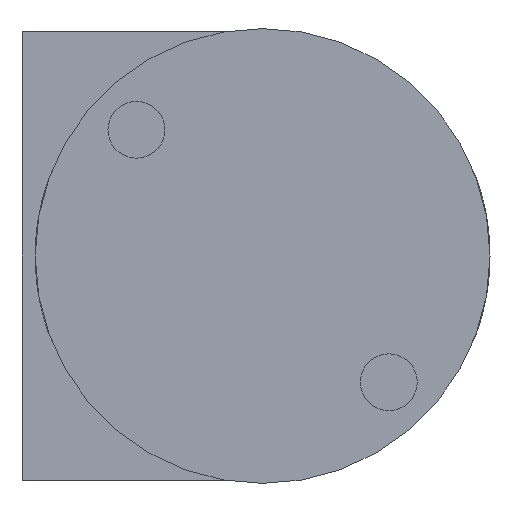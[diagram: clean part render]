
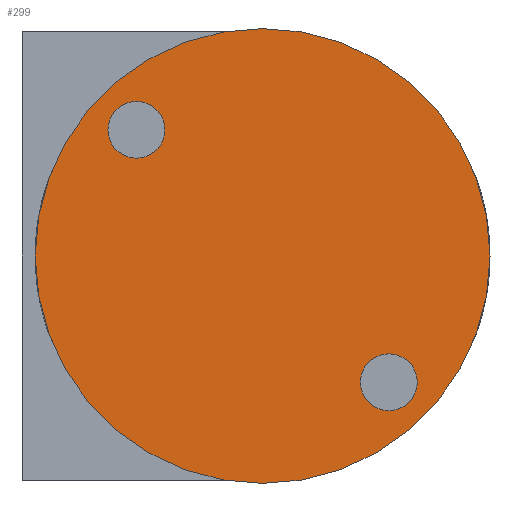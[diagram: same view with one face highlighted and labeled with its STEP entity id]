
A CAD part, front view. The second image highlights one B-rep face of the part: STEP entity #299.
In plain terms, the highlighted planar face has unit normal (0, -1, 0).
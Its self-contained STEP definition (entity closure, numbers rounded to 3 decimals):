
#5 = EDGE_CURVE ( 'NONE', #1320, #1867, #655, .T. ) ;
#30 = EDGE_CURVE ( 'NONE', #1867, #1320, #1120, .T. ) ;
#85 = EDGE_CURVE ( 'NONE', #593, #443, #1386, .T. ) ;
#154 = ORIENTED_EDGE ( 'NONE', *, *, #1287, .F. ) ;
#299 = ADVANCED_FACE ( 'NONE', ( #1679, #1059, #915 ), #572, .F. ) ;
#343 = DIRECTION ( 'NONE',  ( 0., 0., 1. ) ) ;
#366 = CARTESIAN_POINT ( 'NONE',  ( 11.1, -23.35, -8.6 ) ) ;
#380 = CARTESIAN_POINT ( 'NONE',  ( -11.1, -23.35, 13.6 ) ) ;
#413 = DIRECTION ( 'NONE',  ( 0., 0., -1. ) ) ;
#443 = VERTEX_POINT ( 'NONE', #965 ) ;
#493 = DIRECTION ( 'NONE',  ( 0., -1., 0. ) ) ;
#513 = CIRCLE ( 'NONE', #1114, 20. ) ;
#514 = EDGE_CURVE ( 'NONE', #1811, #1258, #513, .T. ) ;
#541 = EDGE_LOOP ( 'NONE', ( #872, #871 ) ) ;
#567 = DIRECTION ( 'NONE',  ( 0., -1., 0. ) ) ;
#572 = PLANE ( 'NONE',  #920 ) ;
#593 = VERTEX_POINT ( 'NONE', #380 ) ;
#651 = CARTESIAN_POINT ( 'NONE',  ( 0., -23.35, -20. ) ) ;
#655 = CIRCLE ( 'NONE', #1717, 2.5 ) ;
#682 = CARTESIAN_POINT ( 'NONE',  ( 11.1, -23.35, -11.1 ) ) ;
#693 = CARTESIAN_POINT ( 'NONE',  ( 11.1, -23.35, -13.6 ) ) ;
#720 = CARTESIAN_POINT ( 'NONE',  ( -11.1, -23.35, 11.1 ) ) ;
#774 = ORIENTED_EDGE ( 'NONE', *, *, #85, .F. ) ;
#857 = DIRECTION ( 'NONE',  ( 0., 1., 0. ) ) ;
#871 = ORIENTED_EDGE ( 'NONE', *, *, #5, .F. ) ;
#872 = ORIENTED_EDGE ( 'NONE', *, *, #30, .F. ) ;
#915 = FACE_OUTER_BOUND ( 'NONE', #1829, .T. ) ;
#920 = AXIS2_PLACEMENT_3D ( 'NONE', #1232, #2027, #1072 ) ;
#965 = CARTESIAN_POINT ( 'NONE',  ( -11.1, -23.35, 8.6 ) ) ;
#990 = DIRECTION ( 'NONE',  ( 0., 0., 1. ) ) ;
#1059 = FACE_BOUND ( 'NONE', #541, .T. ) ;
#1072 = DIRECTION ( 'NONE',  ( 0., 0., 1. ) ) ;
#1101 = AXIS2_PLACEMENT_3D ( 'NONE', #1119, #1755, #1595 ) ;
#1114 = AXIS2_PLACEMENT_3D ( 'NONE', #1481, #857, #990 ) ;
#1119 = CARTESIAN_POINT ( 'NONE',  ( 0., -23.35, 0. ) ) ;
#1120 = CIRCLE ( 'NONE', #1816, 2.5 ) ;
#1129 = DIRECTION ( 'NONE',  ( 0., -1., 0. ) ) ;
#1146 = AXIS2_PLACEMENT_3D ( 'NONE', #720, #567, #413 ) ;
#1232 = CARTESIAN_POINT ( 'NONE',  ( 0., -23.35, 0. ) ) ;
#1258 = VERTEX_POINT ( 'NONE', #2043 ) ;
#1286 = EDGE_CURVE ( 'NONE', #443, #593, #1369, .T. ) ;
#1287 = EDGE_CURVE ( 'NONE', #1258, #1811, #1700, .T. ) ;
#1320 = VERTEX_POINT ( 'NONE', #366 ) ;
#1363 = ORIENTED_EDGE ( 'NONE', *, *, #1286, .F. ) ;
#1369 = CIRCLE ( 'NONE', #1631, 2.5 ) ;
#1386 = CIRCLE ( 'NONE', #1146, 2.5 ) ;
#1422 = DIRECTION ( 'NONE',  ( 0., 0., -1. ) ) ;
#1480 = DIRECTION ( 'NONE',  ( 0., 0., 1. ) ) ;
#1481 = CARTESIAN_POINT ( 'NONE',  ( 0., -23.35, 0. ) ) ;
#1538 = ORIENTED_EDGE ( 'NONE', *, *, #514, .F. ) ;
#1577 = CARTESIAN_POINT ( 'NONE',  ( -11.1, -23.35, 11.1 ) ) ;
#1595 = DIRECTION ( 'NONE',  ( 0., 0., 1. ) ) ;
#1606 = CARTESIAN_POINT ( 'NONE',  ( 11.1, -23.35, -11.1 ) ) ;
#1617 = DIRECTION ( 'NONE',  ( 0., -1., 0. ) ) ;
#1631 = AXIS2_PLACEMENT_3D ( 'NONE', #1577, #493, #1422 ) ;
#1679 = FACE_BOUND ( 'NONE', #1734, .T. ) ;
#1700 = CIRCLE ( 'NONE', #1101, 20. ) ;
#1717 = AXIS2_PLACEMENT_3D ( 'NONE', #1606, #1617, #343 ) ;
#1734 = EDGE_LOOP ( 'NONE', ( #1363, #774 ) ) ;
#1755 = DIRECTION ( 'NONE',  ( 0., 1., 0. ) ) ;
#1811 = VERTEX_POINT ( 'NONE', #651 ) ;
#1816 = AXIS2_PLACEMENT_3D ( 'NONE', #682, #1129, #1480 ) ;
#1829 = EDGE_LOOP ( 'NONE', ( #1538, #154 ) ) ;
#1867 = VERTEX_POINT ( 'NONE', #693 ) ;
#2027 = DIRECTION ( 'NONE',  ( 0., 1., 0. ) ) ;
#2043 = CARTESIAN_POINT ( 'NONE',  ( 0., -23.35, 20. ) ) ;
